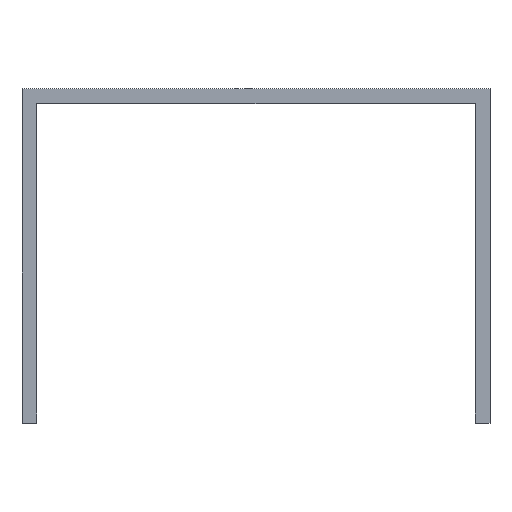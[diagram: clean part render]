
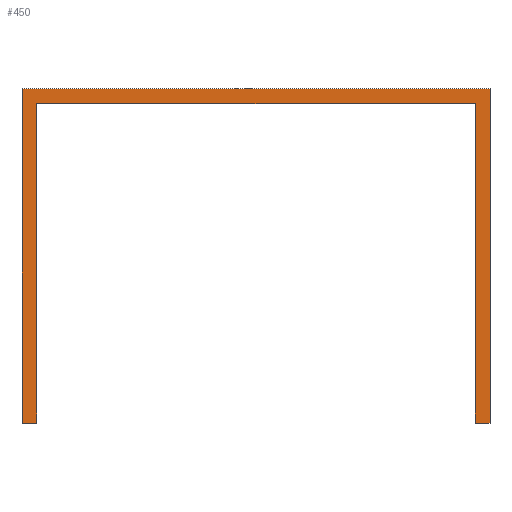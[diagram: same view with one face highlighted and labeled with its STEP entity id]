
A CAD part, top view. The second image highlights one B-rep face of the part: STEP entity #450.
In plain terms, the highlighted planar face has unit normal (0, 0, 1).
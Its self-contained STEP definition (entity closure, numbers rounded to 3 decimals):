
#134=CARTESIAN_POINT('Vertex',(464.,383.,30.)) ;
#148=CARTESIAN_POINT('Vertex',(-170.,383.,30.)) ;
#151=CARTESIAN_POINT('Line Origine',(147.,383.,30.)) ;
#174=CARTESIAN_POINT('Vertex',(444.,-30.,30.)) ;
#188=CARTESIAN_POINT('Vertex',(444.,-70.,30.)) ;
#191=CARTESIAN_POINT('Line Origine',(444.,-50.,30.)) ;
#306=CARTESIAN_POINT('Vertex',(-150.,-70.,30.)) ;
#320=CARTESIAN_POINT('Vertex',(-150.,-30.,30.)) ;
#323=CARTESIAN_POINT('Line Origine',(-150.,-50.,30.)) ;
#346=CARTESIAN_POINT('Vertex',(-170.,-70.,30.)) ;
#354=CARTESIAN_POINT('Line Origine',(-160.,-70.,30.)) ;
#377=CARTESIAN_POINT('Vertex',(-150.,363.,30.)) ;
#391=CARTESIAN_POINT('Vertex',(444.,363.,30.)) ;
#394=CARTESIAN_POINT('Line Origine',(147.,363.,30.)) ;
#406=CARTESIAN_POINT('Axis2P3D Location',(0.,0.,30.)) ;
#411=CARTESIAN_POINT('Line Origine',(444.,166.5,30.)) ;
#416=CARTESIAN_POINT('Line Origine',(454.,-70.,30.)) ;
#420=CARTESIAN_POINT('Vertex',(464.,-70.,30.)) ;
#423=CARTESIAN_POINT('Line Origine',(464.,156.5,30.)) ;
#428=CARTESIAN_POINT('Line Origine',(-170.,156.5,30.)) ;
#433=CARTESIAN_POINT('Line Origine',(-150.,166.5,30.)) ;
#152=DIRECTION('Vector Direction',(1.,0.,0.)) ;
#192=DIRECTION('Vector Direction',(0.,-1.,0.)) ;
#324=DIRECTION('Vector Direction',(0.,-1.,0.)) ;
#355=DIRECTION('Vector Direction',(-1.,0.,0.)) ;
#395=DIRECTION('Vector Direction',(1.,0.,0.)) ;
#407=DIRECTION('Axis2P3D Direction',(0.,0.,1.)) ;
#408=DIRECTION('Axis2P3D XDirection',(1.,0.,0.)) ;
#412=DIRECTION('Vector Direction',(0.,1.,0.)) ;
#417=DIRECTION('Vector Direction',(-1.,0.,0.)) ;
#424=DIRECTION('Vector Direction',(0.,1.,0.)) ;
#429=DIRECTION('Vector Direction',(0.,-1.,0.)) ;
#434=DIRECTION('Vector Direction',(0.,-1.,0.)) ;
#409=AXIS2_PLACEMENT_3D('Plane Axis2P3D',#406,#407,#408) ;
#439=ORIENTED_EDGE('',*,*,#398,.T.) ;
#440=ORIENTED_EDGE('',*,*,#415,.T.) ;
#441=ORIENTED_EDGE('',*,*,#195,.T.) ;
#442=ORIENTED_EDGE('',*,*,#422,.T.) ;
#443=ORIENTED_EDGE('',*,*,#427,.T.) ;
#444=ORIENTED_EDGE('',*,*,#155,.T.) ;
#445=ORIENTED_EDGE('',*,*,#432,.T.) ;
#446=ORIENTED_EDGE('',*,*,#358,.T.) ;
#447=ORIENTED_EDGE('',*,*,#327,.T.) ;
#448=ORIENTED_EDGE('',*,*,#437,.T.) ;
#153=VECTOR('Line Direction',#152,1.) ;
#193=VECTOR('Line Direction',#192,1.) ;
#325=VECTOR('Line Direction',#324,1.) ;
#356=VECTOR('Line Direction',#355,1.) ;
#396=VECTOR('Line Direction',#395,1.) ;
#413=VECTOR('Line Direction',#412,1.) ;
#418=VECTOR('Line Direction',#417,1.) ;
#425=VECTOR('Line Direction',#424,1.) ;
#430=VECTOR('Line Direction',#429,1.) ;
#435=VECTOR('Line Direction',#434,1.) ;
#450=ADVANCED_FACE('Corps principal',(#449),#410,.T.) ;
#155=EDGE_CURVE('',#135,#149,#154,.F.) ;
#195=EDGE_CURVE('',#175,#189,#194,.T.) ;
#327=EDGE_CURVE('',#307,#321,#326,.F.) ;
#358=EDGE_CURVE('',#347,#307,#357,.F.) ;
#398=EDGE_CURVE('',#378,#392,#397,.T.) ;
#415=EDGE_CURVE('',#392,#175,#414,.F.) ;
#422=EDGE_CURVE('',#189,#421,#419,.F.) ;
#427=EDGE_CURVE('',#421,#135,#426,.T.) ;
#432=EDGE_CURVE('',#149,#347,#431,.T.) ;
#437=EDGE_CURVE('',#321,#378,#436,.F.) ;
#438=EDGE_LOOP('',(#439,#440,#441,#442,#443,#444,#445,#446,#447,#448)) ;
#449=FACE_OUTER_BOUND('',#438,.T.) ;
#154=LINE('Line',#151,#153) ;
#194=LINE('Line',#191,#193) ;
#326=LINE('Line',#323,#325) ;
#357=LINE('Line',#354,#356) ;
#397=LINE('Line',#394,#396) ;
#414=LINE('Line',#411,#413) ;
#419=LINE('Line',#416,#418) ;
#426=LINE('Line',#423,#425) ;
#431=LINE('Line',#428,#430) ;
#436=LINE('Line',#433,#435) ;
#410=PLANE('',#409) ;
#135=VERTEX_POINT('',#134) ;
#149=VERTEX_POINT('',#148) ;
#175=VERTEX_POINT('',#174) ;
#189=VERTEX_POINT('',#188) ;
#307=VERTEX_POINT('',#306) ;
#321=VERTEX_POINT('',#320) ;
#347=VERTEX_POINT('',#346) ;
#378=VERTEX_POINT('',#377) ;
#392=VERTEX_POINT('',#391) ;
#421=VERTEX_POINT('',#420) ;
